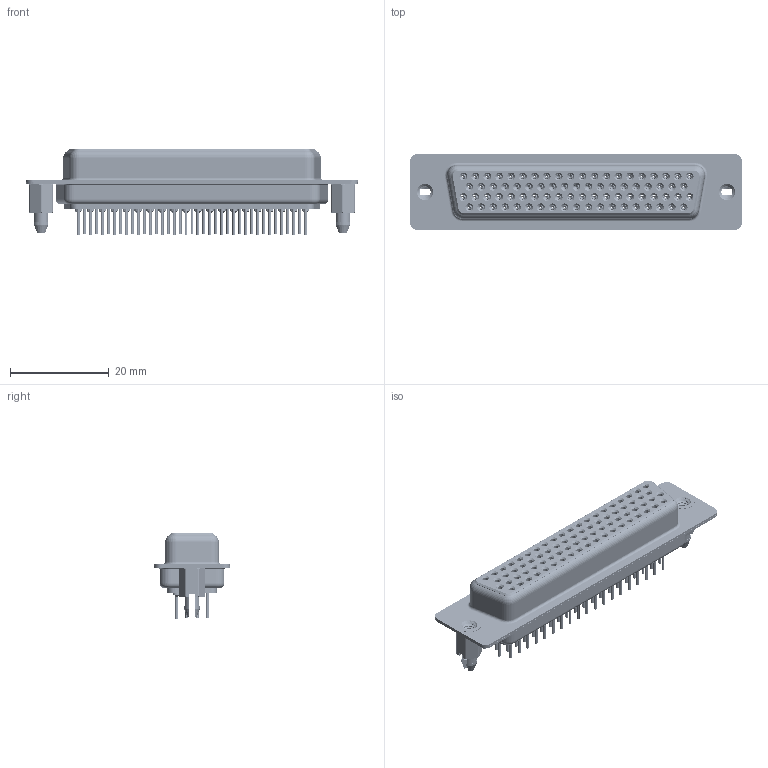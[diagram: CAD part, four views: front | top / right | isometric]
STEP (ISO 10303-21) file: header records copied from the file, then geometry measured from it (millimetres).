
FILE_DESCRIPTION (( 'STEP AP203' ), '1' );
FILE_NAME ('MHHDD-78FNS-E1.STEP', '2025-11-20T14:54:57', ( '' ), ( '' ), 'SwSTEP 2.0', 'SolidWorks 2023', '' );
FILE_SCHEMA (( 'CONFIG_CONTROL_DESIGN' ));
Length unit declared in the file: millimetre
Products named in the file (9): MHHDD Contact Row 2_30L; MHHDD Shell Rear_78 Contacts; MHHDD Contact Row 1_30L; MHHDD Shell Front_78 Contacts; MHHDD Contact Row 78_30L; MHHDD Contact Row 3_30L; MHHDD-78FNS-E1; MHHDD Housing_78 Contacts; MHHDD Threaded Boardlock_LP
Assembly tree (83 placements, depth 2):
  MHHDD-78FNS-E1
    MHHDD Housing_78 Contacts
    MHHDD Shell Front_78 Contacts
    MHHDD Shell Rear_78 Contacts
    MHHDD Contact Row 1_30L  x19
    MHHDD Contact Row 2_30L  x20
    MHHDD Contact Row 3_30L  x19
    MHHDD Contact Row 78_30L  x20
    MHHDD Threaded Boardlock_LP  x2
Bounding box: 67.2 x 15.4 x 17.3 mm (x, y, z)
Volume: 5802.8 mm3; surface area: 20442.1 mm2
Topology: 83 solids, 83 shells, 10268 faces, 26167 edges, 16230 vertices
Faces by surface type: cylinder 2743, plane 2521, torus 2125, bspline 1566, cone 1313
Entity records: 59090 total; most frequent: CARTESIAN_POINT 14829, DIRECTION 9230, ORIENTED_EDGE 8176, EDGE_CURVE 4088, AXIS2_PLACEMENT_3D 3899, VERTEX_POINT 2590, EDGE_LOOP 2168, CIRCLE 2140
